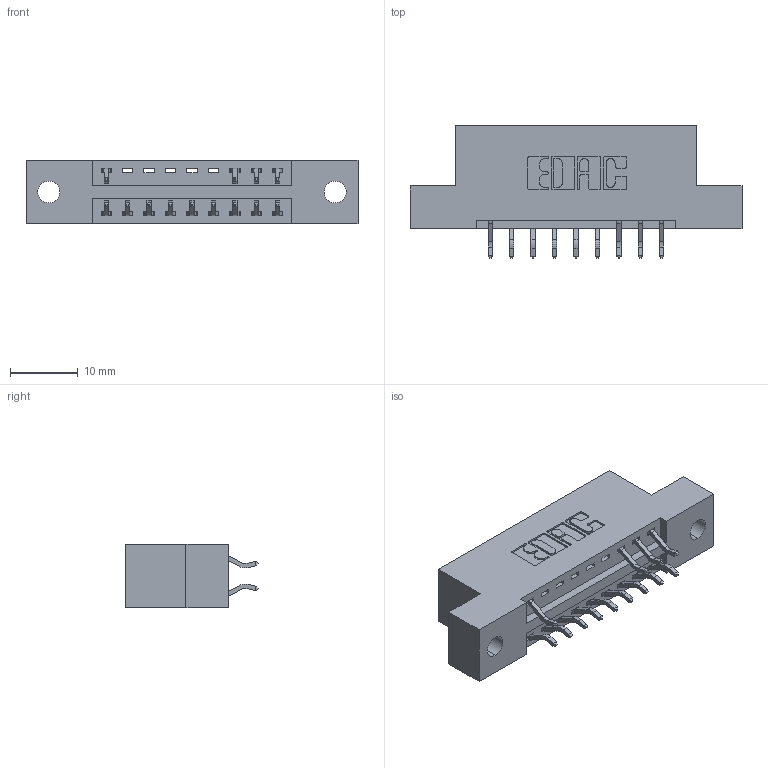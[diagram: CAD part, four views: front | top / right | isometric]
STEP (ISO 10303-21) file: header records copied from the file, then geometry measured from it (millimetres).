
FILE_DESCRIPTION (( 'STEP AP203' ), '1' );
FILE_NAME ('346-018-556-202.STEP', '2018-08-20T08:36:53', ( '' ), ( '' ), 'SwSTEP 2.0', 'SolidWorks 2016', '' );
FILE_SCHEMA (( 'CONFIG_CONTROL_DESIGN' ));
Length unit declared in the file: inch
Products named in the file (3): 346 Part_Flush Mounting Lugs - 0.128 Dia; 345-292-001_556 Tail; 346-018-556-202
Assembly tree (14 placements, depth 2):
  346-018-556-202
    346 Part_Flush Mounting Lugs - 0.128 Dia
    345-292-001_556 Tail  x13
Bounding box: 49.15 x 19.57 x 9.4 mm (x, y, z)
Volume: 4454.1 mm3; surface area: 5063 mm2
Topology: 14 solids, 14 shells, 906 faces, 2683 edges, 1770 vertices
Faces by surface type: plane 608, cylinder 298
Entity records: 10379 total; most frequent: CARTESIAN_POINT 1791, ORIENTED_EDGE 1718, DIRECTION 1613, EDGE_CURVE 859, VECTOR 683, LINE 683, VERTEX_POINT 570, AXIS2_PLACEMENT_3D 465
